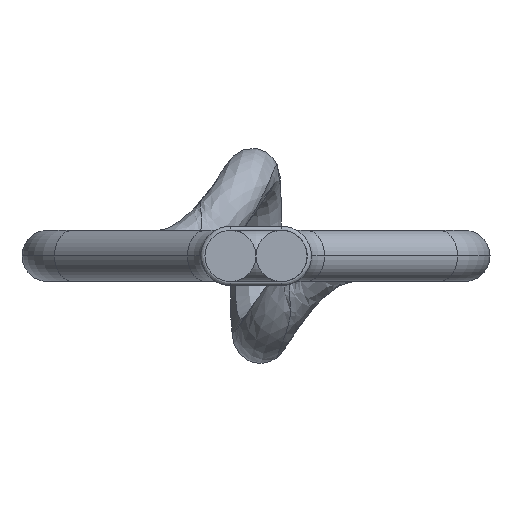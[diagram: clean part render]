
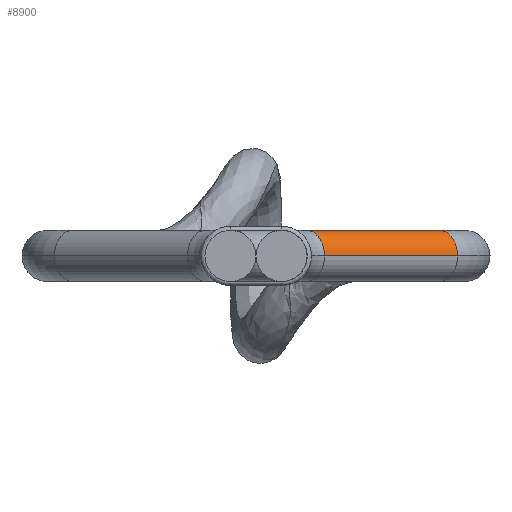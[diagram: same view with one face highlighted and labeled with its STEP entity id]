
A CAD part, front view. The second image highlights one B-rep face of the part: STEP entity #8900.
In plain terms, the highlighted cylindrical face has radius 6 mm (diameter 12 mm), a partial arc.
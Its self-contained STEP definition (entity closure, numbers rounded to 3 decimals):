
#140 = CARTESIAN_POINT ( 'NONE',  ( 11.858, 202.656, 0. ) ) ;
#240 = VERTEX_POINT ( 'NONE', #11945 ) ;
#364 = DIRECTION ( 'NONE',  ( 0.707, 0.707, 0. ) ) ;
#879 = ORIENTED_EDGE ( 'NONE', *, *, #16353, .F. ) ;
#1582 = CARTESIAN_POINT ( 'NONE',  ( 38.899, 238.183, 0. ) ) ;
#1758 = ORIENTED_EDGE ( 'NONE', *, *, #16145, .T. ) ;
#1925 = LINE ( 'NONE', #1935, #4167 ) ;
#1935 = CARTESIAN_POINT ( 'NONE',  ( 16.101, 198.414, 0. ) ) ;
#2133 = CIRCLE ( 'NONE', #8475, 6. ) ;
#3293 = DIRECTION ( 'NONE',  ( 0.707, 0.707, 0. ) ) ;
#3578 = ORIENTED_EDGE ( 'NONE', *, *, #5523, .F. ) ;
#4035 = CARTESIAN_POINT ( 'NONE',  ( 16.101, 198.414, 0. ) ) ;
#4070 = DIRECTION ( 'NONE',  ( 0.707, 0.707, 0. ) ) ;
#4167 = VECTOR ( 'NONE', #3293, 1000. ) ;
#4771 = AXIS2_PLACEMENT_3D ( 'NONE', #140, #364, #14777 ) ;
#5523 = EDGE_CURVE ( 'NONE', #240, #6376, #12756, .T. ) ;
#5941 = CARTESIAN_POINT ( 'NONE',  ( 47.385, 229.698, 0. ) ) ;
#6353 = DIRECTION ( 'NONE',  ( 0.707, 0.707, 0. ) ) ;
#6376 = VERTEX_POINT ( 'NONE', #1582 ) ;
#7003 = CYLINDRICAL_SURFACE ( 'NONE', #4771, 6. ) ;
#7472 = ORIENTED_EDGE ( 'NONE', *, *, #15325, .T. ) ;
#7494 = CARTESIAN_POINT ( 'NONE',  ( 43.142, 233.941, 0. ) ) ;
#8475 = AXIS2_PLACEMENT_3D ( 'NONE', #7494, #16639, #8816 ) ;
#8816 = DIRECTION ( 'NONE',  ( 0., 0., 1. ) ) ;
#8900 = ADVANCED_FACE ( 'NONE', ( #14382 ), #7003, .T. ) ;
#9256 = EDGE_LOOP ( 'NONE', ( #7472, #1758, #879, #3578 ) ) ;
#11538 = VECTOR ( 'NONE', #6353, 1000. ) ;
#11945 = CARTESIAN_POINT ( 'NONE',  ( 7.615, 206.899, 0. ) ) ;
#11949 = CARTESIAN_POINT ( 'NONE',  ( 11.858, 202.656, 0. ) ) ;
#12756 = LINE ( 'NONE', #16984, #11538 ) ;
#12841 = VERTEX_POINT ( 'NONE', #4035 ) ;
#13256 = DIRECTION ( 'NONE',  ( 0., 0., 1. ) ) ;
#14382 = FACE_OUTER_BOUND ( 'NONE', #9256, .T. ) ;
#14664 = CIRCLE ( 'NONE', #15580, 6. ) ;
#14777 = DIRECTION ( 'NONE',  ( -0.707, 0.707, 0. ) ) ;
#15056 = VERTEX_POINT ( 'NONE', #5941 ) ;
#15325 = EDGE_CURVE ( 'NONE', #240, #12841, #14664, .T. ) ;
#15580 = AXIS2_PLACEMENT_3D ( 'NONE', #11949, #4070, #13256 ) ;
#16145 = EDGE_CURVE ( 'NONE', #12841, #15056, #1925, .T. ) ;
#16353 = EDGE_CURVE ( 'NONE', #6376, #15056, #2133, .T. ) ;
#16639 = DIRECTION ( 'NONE',  ( 0.707, 0.707, 0. ) ) ;
#16984 = CARTESIAN_POINT ( 'NONE',  ( 7.615, 206.899, 0. ) ) ;
